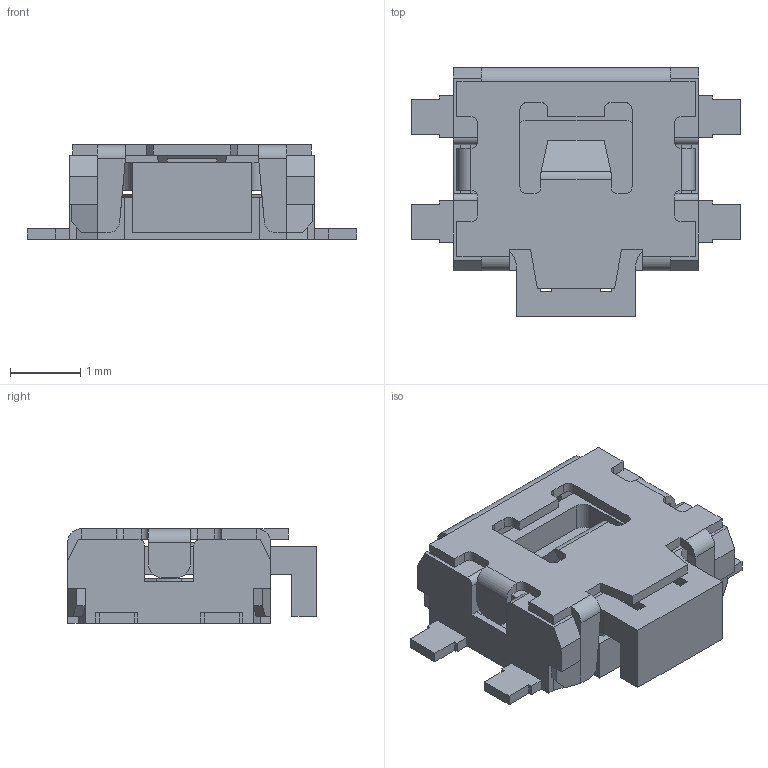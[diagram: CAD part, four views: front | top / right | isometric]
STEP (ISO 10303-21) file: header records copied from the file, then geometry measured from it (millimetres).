
FILE_DESCRIPTION(/* description */ (''),/* implementation_level */ '2;1');
FILE_NAME(/* name */ 'TL1016AAFxxxQG.stp',/* time_stamp */ '2022-07-12T10:10:17-05:00',/* author */ ('mroman'),/* organization */ (''),/* preprocessor_version */ 'ST-DEVELOPER v18.1',/* originating_system */ 'Autodesk Inventor 2020',/* authorisation */ '');
FILE_SCHEMA (('AUTOMOTIVE_DESIGN { 1 0 10303 214 3 1 1 }'));
Length unit declared in the file: millimetre
Products named in the file (1): TL1016AAFxxxQG
Bounding box: 4.7 x 3.55 x 1.35 mm (x, y, z)
Volume: 11.2 mm3; surface area: 85.3 mm2
Topology: 1 solids, 1 shells, 315 faces, 939 edges, 594 vertices
Faces by surface type: plane 258, cylinder 57
Entity records: 10460 total; most frequent: ORIENTED_EDGE 1878, CARTESIAN_POINT 1849, DIRECTION 1693, EDGE_CURVE 939, LINE 817, VECTOR 817, VERTEX_POINT 594, AXIS2_PLACEMENT_3D 438
